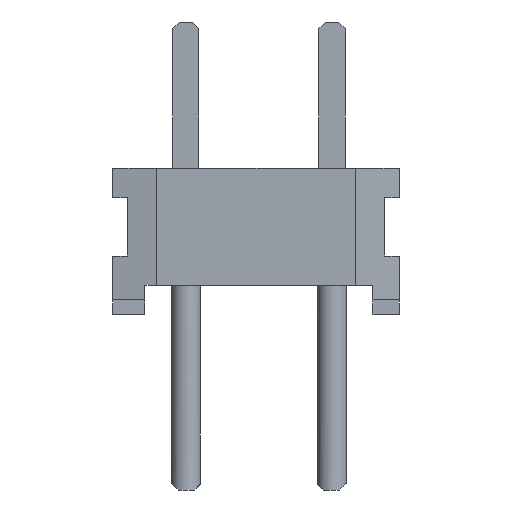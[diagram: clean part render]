
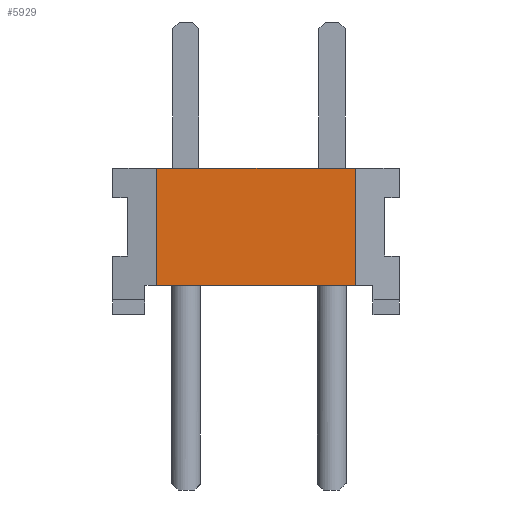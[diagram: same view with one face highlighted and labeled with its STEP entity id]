
A CAD part, left-side view. The second image highlights one B-rep face of the part: STEP entity #5929.
In plain terms, the highlighted planar face has unit normal (-1, 0, 0).
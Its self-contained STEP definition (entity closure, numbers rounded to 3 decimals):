
#5929 = ADVANCED_FACE('',(#5930),#5964,.F.);
#5930 = FACE_BOUND('',#5931,.T.);
#5931 = EDGE_LOOP('',(#5932,#5942,#5950,#5958));
#5932 = ORIENTED_EDGE('',*,*,#5933,.F.);
#5933 = EDGE_CURVE('',#5934,#5936,#5938,.T.);
#5934 = VERTEX_POINT('',#5935);
#5935 = CARTESIAN_POINT('',(-6.985,1.778,2.54));
#5936 = VERTEX_POINT('',#5937);
#5937 = CARTESIAN_POINT('',(-6.985,-1.676,2.54));
#5938 = LINE('',#5939,#5940);
#5939 = CARTESIAN_POINT('',(-6.985,2.54,2.54));
#5940 = VECTOR('',#5941,1.);
#5941 = DIRECTION('',(0.,-1.,0.));
#5942 = ORIENTED_EDGE('',*,*,#5943,.T.);
#5943 = EDGE_CURVE('',#5934,#5944,#5946,.T.);
#5944 = VERTEX_POINT('',#5945);
#5945 = CARTESIAN_POINT('',(-6.985,1.778,0.508));
#5946 = LINE('',#5947,#5948);
#5947 = CARTESIAN_POINT('',(-6.985,1.778,2.54));
#5948 = VECTOR('',#5949,1.);
#5949 = DIRECTION('',(0.,0.,-1.));
#5950 = ORIENTED_EDGE('',*,*,#5951,.T.);
#5951 = EDGE_CURVE('',#5944,#5952,#5954,.T.);
#5952 = VERTEX_POINT('',#5953);
#5953 = CARTESIAN_POINT('',(-6.985,-1.676,0.508));
#5954 = LINE('',#5955,#5956);
#5955 = CARTESIAN_POINT('',(-6.985,1.981,0.508));
#5956 = VECTOR('',#5957,1.);
#5957 = DIRECTION('',(0.,-1.,0.));
#5958 = ORIENTED_EDGE('',*,*,#5959,.T.);
#5959 = EDGE_CURVE('',#5952,#5936,#5960,.T.);
#5960 = LINE('',#5961,#5962);
#5961 = CARTESIAN_POINT('',(-6.985,-1.676,2.54));
#5962 = VECTOR('',#5963,1.);
#5963 = DIRECTION('',(0.,0.,1.));
#5964 = PLANE('',#5965);
#5965 = AXIS2_PLACEMENT_3D('',#5966,#5967,#5968);
#5966 = CARTESIAN_POINT('',(-6.985,2.54,2.54));
#5967 = DIRECTION('',(1.,0.,0.));
#5968 = DIRECTION('',(0.,1.,0.));
